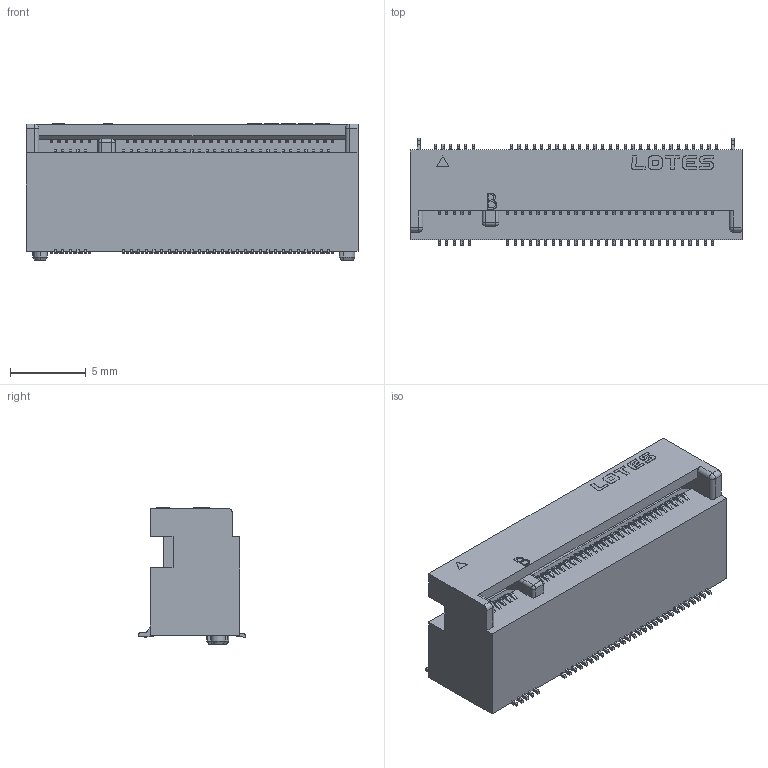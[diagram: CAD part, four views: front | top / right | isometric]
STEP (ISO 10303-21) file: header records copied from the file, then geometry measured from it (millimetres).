
FILE_DESCRIPTION(('STEP AP214'),'1');
FILE_NAME('APCI0161.stp','2021-09-15T14:39:54',(' '),(' '),'Spatial InterOp 3D',' ',' ');
FILE_SCHEMA(('AUTOMOTIVE_DESIGN { 1 0 10303 214 1 1 1 1 }'));
Length unit declared in the file: metre
Products named in the file (2): APCI0161; AP-APCI0161_201123
Assembly tree (1 placements, depth 2):
  APCI0161
    AP-APCI0161_201123
Bounding box: 21.85 x 7.1 x 8.98 mm (x, y, z)
Volume: 922.8 mm3; surface area: 897.7 mm2
Topology: 1 solids, 1 shells, 1234 faces, 3542 edges, 2352 vertices
Faces by surface type: plane 828, cylinder 386, bspline 10, cone 5, sphere 5
Entity records: 49473 total; most frequent: CARTESIAN_POINT 8004, ORIENTED_EDGE 7076, DIRECTION 6737, EDGE_CURVE 3538, LINE 2739, VECTOR 2739, VERTEX_POINT 2352, AXIS2_PLACEMENT_3D 1999
